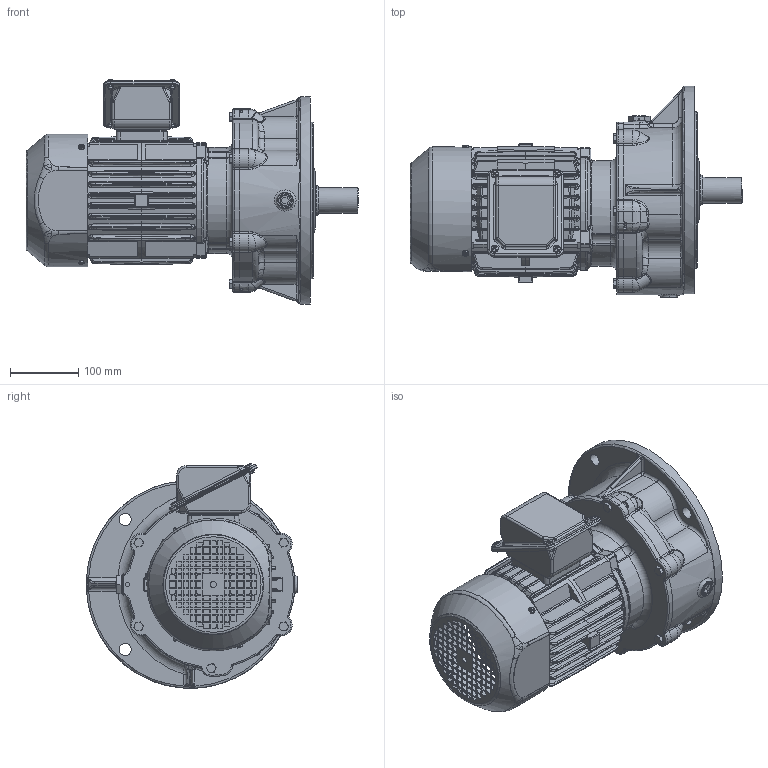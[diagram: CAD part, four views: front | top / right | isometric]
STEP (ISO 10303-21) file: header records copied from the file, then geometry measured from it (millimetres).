
FILE_DESCRIPTION (( 'STEP AP214' ), '1' );
FILE_NAME ('EK2DO07155H001_FVB_1.5kW_R30.stp', '2022-06-16T02:59:11', ( 'Windows 餌辨濠' ), ( '' ), 'SwSTEP 2.0', 'SolidWorks 2021', '' );
FILE_SCHEMA (( 'AUTOMOTIVE_DESIGN' ));
Length unit declared in the file: millimetre
Products named in the file (1): EK2DO07155H001_FVB_1.5kW_R30
Bounding box: 487.6 x 310.5 x 329.98 mm (x, y, z)
Volume: 11953062.1 mm3; surface area: 930333.1 mm2
Topology: 25 solids, 25 shells, 3191 faces, 8201 edges, 5083 vertices
Faces by surface type: cylinder 1139, plane 1120, bspline 634, torus 136, cone 120, sphere 42
Full cylindrical faces by diameter (mm): 1.5 x1, 4.917 x8, 5 x3, 6 x9, 6.647 x24, 7 x8, 8 x16, 9 x7, 9.5 x3, 10.5 x4, 11.6 x6, 14.95 x4, 18 x5, 20 x1, 26 x1, 30 x1, 38 x1, 40 x2, 45 x2, 49.8 x1, 64 x1, 68 x2, 161 x2, 218 x1, 227 x1, 230 x1, 232 x1, 305 x1
Entity records: 155961 total; most frequent: CARTESIAN_POINT 48507, ORIENTED_EDGE 15778, DIRECTION 13893, EDGE_CURVE 7889, AXIS2_PLACEMENT_3D 5169, VERTEX_POINT 5004, EDGE_LOOP 3755, VECTOR 3555
